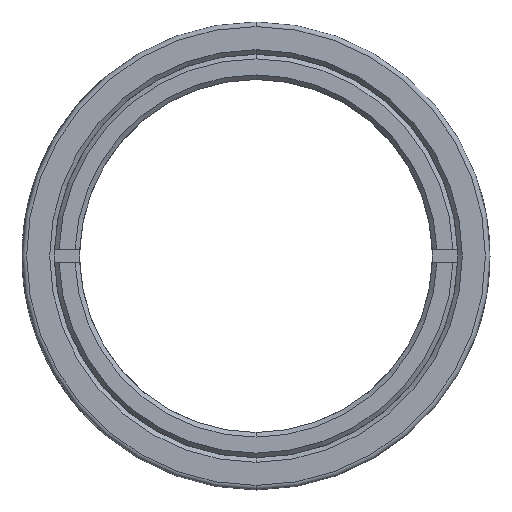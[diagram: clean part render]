
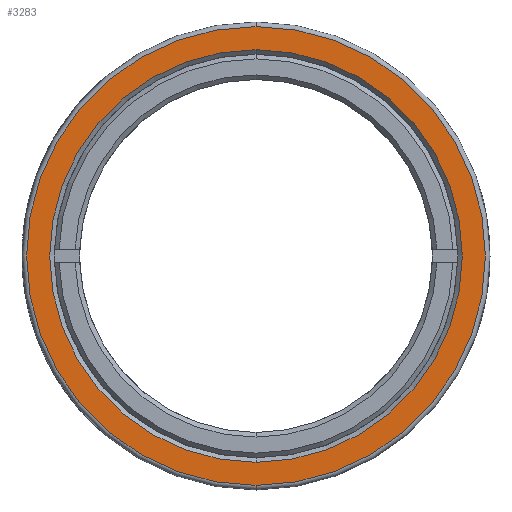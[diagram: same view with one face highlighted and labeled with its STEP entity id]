
A CAD part, front view. The second image highlights one B-rep face of the part: STEP entity #3283.
In plain terms, the highlighted planar face has unit normal (0, -1, 0).
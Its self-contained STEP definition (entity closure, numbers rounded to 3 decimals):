
#491 = EDGE_CURVE ( 'NONE', #12618, #4372, #25863, .T. ) ;
#638 = CARTESIAN_POINT ( 'NONE',  ( 15.419, 15.237, 3.259 ) ) ;
#1522 = AXIS2_PLACEMENT_3D ( 'NONE', #6603, #15695, #4333 ) ;
#1605 = CARTESIAN_POINT ( 'NONE',  ( 15.419, 15.237, 4.764 ) ) ;
#3283 = ADVANCED_FACE ( 'NONE', ( #20204, #22615 ), #15788, .F. ) ;
#4333 = DIRECTION ( 'NONE',  ( 0., 0., 1. ) ) ;
#4372 = VERTEX_POINT ( 'NONE', #1605 ) ;
#5231 = ORIENTED_EDGE ( 'NONE', *, *, #491, .T. ) ;
#5585 = ORIENTED_EDGE ( 'NONE', *, *, #24605, .T. ) ;
#6287 = DIRECTION ( 'NONE',  ( 0., -1., 0. ) ) ;
#6321 = AXIS2_PLACEMENT_3D ( 'NONE', #13254, #19640, #15683 ) ;
#6448 = AXIS2_PLACEMENT_3D ( 'NONE', #29138, #25049, #13363 ) ;
#6571 = EDGE_LOOP ( 'NONE', ( #14076, #5231 ) ) ;
#6603 = CARTESIAN_POINT ( 'NONE',  ( 15.419, 15.237, 18.209 ) ) ;
#7979 = CARTESIAN_POINT ( 'NONE',  ( 15.419, 15.237, 18.209 ) ) ;
#8631 = CARTESIAN_POINT ( 'NONE',  ( 15.419, 15.237, 33.159 ) ) ;
#8705 = CARTESIAN_POINT ( 'NONE',  ( 15.419, 15.237, 18.209 ) ) ;
#9938 = DIRECTION ( 'NONE',  ( 0., 0., 1. ) ) ;
#9960 = EDGE_CURVE ( 'NONE', #11574, #22441, #29374, .T. ) ;
#11574 = VERTEX_POINT ( 'NONE', #638 ) ;
#12618 = VERTEX_POINT ( 'NONE', #28466 ) ;
#13254 = CARTESIAN_POINT ( 'NONE',  ( 15.419, 15.237, 18.209 ) ) ;
#13363 = DIRECTION ( 'NONE',  ( 1., 0., 0. ) ) ;
#14041 = CIRCLE ( 'NONE', #6321, 13.445 ) ;
#14076 = ORIENTED_EDGE ( 'NONE', *, *, #26797, .T. ) ;
#15069 = CIRCLE ( 'NONE', #1522, 14.95 ) ;
#15683 = DIRECTION ( 'NONE',  ( 0., 0., 1. ) ) ;
#15695 = DIRECTION ( 'NONE',  ( 0., -1., 0. ) ) ;
#15788 = PLANE ( 'NONE',  #6448 ) ;
#19640 = DIRECTION ( 'NONE',  ( 0., 1., 0. ) ) ;
#20204 = FACE_BOUND ( 'NONE', #6571, .T. ) ;
#21357 = ORIENTED_EDGE ( 'NONE', *, *, #9960, .T. ) ;
#22441 = VERTEX_POINT ( 'NONE', #8631 ) ;
#22597 = AXIS2_PLACEMENT_3D ( 'NONE', #8705, #6287, #29028 ) ;
#22615 = FACE_OUTER_BOUND ( 'NONE', #25604, .T. ) ;
#23904 = DIRECTION ( 'NONE',  ( 0., 1., 0. ) ) ;
#24415 = AXIS2_PLACEMENT_3D ( 'NONE', #7979, #23904, #9938 ) ;
#24605 = EDGE_CURVE ( 'NONE', #22441, #11574, #15069, .T. ) ;
#25049 = DIRECTION ( 'NONE',  ( 0., 1., 0. ) ) ;
#25604 = EDGE_LOOP ( 'NONE', ( #5585, #21357 ) ) ;
#25863 = CIRCLE ( 'NONE', #24415, 13.445 ) ;
#26797 = EDGE_CURVE ( 'NONE', #4372, #12618, #14041, .T. ) ;
#28466 = CARTESIAN_POINT ( 'NONE',  ( 15.419, 15.237, 31.654 ) ) ;
#29028 = DIRECTION ( 'NONE',  ( 0., 0., 1. ) ) ;
#29138 = CARTESIAN_POINT ( 'NONE',  ( 15.419, 15.237, 18.209 ) ) ;
#29374 = CIRCLE ( 'NONE', #22597, 14.95 ) ;
